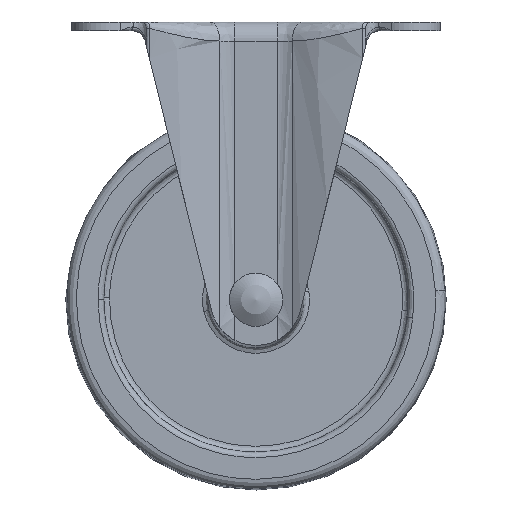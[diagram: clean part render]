
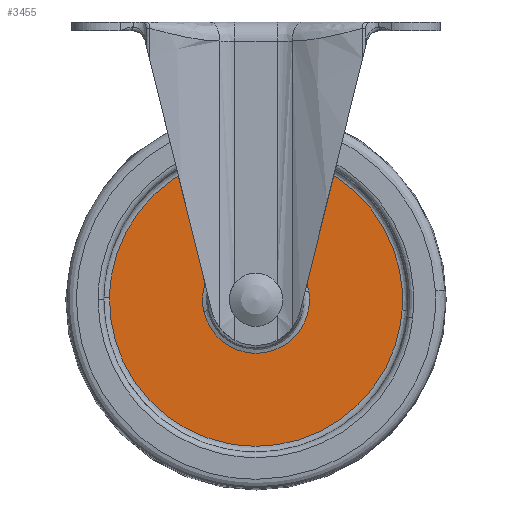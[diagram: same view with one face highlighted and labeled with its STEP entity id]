
A CAD part, front view. The second image highlights one B-rep face of the part: STEP entity #3455.
In plain terms, the highlighted free-form (B-spline) face has degree [1, 1] with [2, 2] control points.
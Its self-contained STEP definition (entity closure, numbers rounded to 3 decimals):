
#1764=CARTESIAN_POINT('',(-13.725,-5.0,-76.078));
#1765=VERTEX_POINT('',#1764);
#1779=CARTESIAN_POINT('',(0.0,-5.0,-87.066));
#1780=VERTEX_POINT('',#1779);
#1781=CARTESIAN_POINT('',(-13.725,-5.,-76.078));
#1782=CARTESIAN_POINT('',(-11.261,-5.0,-87.066));
#1783=CARTESIAN_POINT('',(0.0,-5.0,-87.066));
#1791=(BOUNDED_CURVE()B_SPLINE_CURVE(2,(#1781,#1782,#1783),.UNSPECIFIED.,.F.,.U.)B_SPLINE_CURVE_WITH_KNOTS((3,3),(0.787,1.0),.UNSPECIFIED.)CURVE()GEOMETRIC_REPRESENTATION_ITEM()RATIONAL_B_SPLINE_CURVE((0.925,0.751,1.0))REPRESENTATION_ITEM(''));
#1792=EDGE_CURVE('',#1765,#1780,#1791,.T.);
#1794=CARTESIAN_POINT('',(13.879,-5.0,-70.712));
#1795=VERTEX_POINT('',#1794);
#1796=CARTESIAN_POINT('',(0.0,-5.0,-87.066));
#1797=CARTESIAN_POINT('',(14.066,-5.,-87.066));
#1798=CARTESIAN_POINT('',(14.066,-5.0,-73.0));
#1799=CARTESIAN_POINT('',(14.066,-5.0,-71.849));
#1800=CARTESIAN_POINT('',(13.879,-5.0,-70.712));
#1808=(BOUNDED_CURVE()B_SPLINE_CURVE(2,(#1796,#1797,#1798,#1799,#1800),.UNSPECIFIED.,.F.,.U.)B_SPLINE_CURVE_WITH_KNOTS((3,2,3),(0.0,0.25,0.278),.UNSPECIFIED.)CURVE()GEOMETRIC_REPRESENTATION_ITEM()RATIONAL_B_SPLINE_CURVE((1.0,0.707,1.0,0.967,0.942))REPRESENTATION_ITEM(''));
#1809=EDGE_CURVE('',#1780,#1795,#1808,.T.);
#1861=CARTESIAN_POINT('',(0.0,-5.0,-58.934));
#1862=VERTEX_POINT('',#1861);
#1863=CARTESIAN_POINT('',(13.879,-5.0,-70.712));
#1864=CARTESIAN_POINT('',(11.937,-5.0,-58.934));
#1865=CARTESIAN_POINT('',(0.0,-5.0,-58.934));
#1873=(BOUNDED_CURVE()B_SPLINE_CURVE(2,(#1863,#1864,#1865),.UNSPECIFIED.,.F.,.U.)B_SPLINE_CURVE_WITH_KNOTS((3,3),(0.278,0.5),.UNSPECIFIED.)CURVE()GEOMETRIC_REPRESENTATION_ITEM()RATIONAL_B_SPLINE_CURVE((0.942,0.74,1.0))REPRESENTATION_ITEM(''));
#1874=EDGE_CURVE('',#1795,#1862,#1873,.T.);
#1876=CARTESIAN_POINT('',(0.0,-5.0,-58.934));
#1877=CARTESIAN_POINT('',(-14.066,-5.,-58.934));
#1878=CARTESIAN_POINT('',(-14.066,-5.0,-73.0));
#1879=CARTESIAN_POINT('',(-14.066,-5.,-74.558));
#1880=CARTESIAN_POINT('',(-13.725,-5.0,-76.078));
#1888=(BOUNDED_CURVE()B_SPLINE_CURVE(2,(#1876,#1877,#1878,#1879,#1880),.UNSPECIFIED.,.F.,.U.)B_SPLINE_CURVE_WITH_KNOTS((3,2,3),(0.5,0.75,0.787),.UNSPECIFIED.)CURVE()GEOMETRIC_REPRESENTATION_ITEM()RATIONAL_B_SPLINE_CURVE((1.0,0.707,1.0,0.956,0.925))REPRESENTATION_ITEM(''));
#1889=EDGE_CURVE('',#1862,#1765,#1888,.T.);
#1925=CARTESIAN_POINT('',(38.406,-5.0,-75.685));
#1926=VERTEX_POINT('',#1925);
#1927=CARTESIAN_POINT('',(0.0,-5.0,-34.5));
#1928=VERTEX_POINT('',#1927);
#1929=CARTESIAN_POINT('',(38.406,-5.0,-75.685));
#1930=CARTESIAN_POINT('',(38.5,-5.0,-74.344));
#1931=CARTESIAN_POINT('',(38.5,-5.0,-73.0));
#1932=CARTESIAN_POINT('',(38.5,-5.,-34.5));
#1933=CARTESIAN_POINT('',(0.0,-5.0,-34.5));
#1941=(BOUNDED_CURVE()B_SPLINE_CURVE(2,(#1929,#1930,#1931,#1932,#1933),.UNSPECIFIED.,.F.,.U.)B_SPLINE_CURVE_WITH_KNOTS((3,2,3),(0.238,0.25,0.5),.UNSPECIFIED.)CURVE()GEOMETRIC_REPRESENTATION_ITEM()RATIONAL_B_SPLINE_CURVE((0.973,0.986,1.0,0.707,1.0))REPRESENTATION_ITEM(''));
#1942=EDGE_CURVE('',#1926,#1928,#1941,.T.);
#1961=CARTESIAN_POINT('',(-38.497,-5.0,-72.516));
#1962=VERTEX_POINT('',#1961);
#1976=CARTESIAN_POINT('',(0.0,-5.0,-34.5));
#1977=CARTESIAN_POINT('',(-38.019,-5.,-34.5));
#1978=CARTESIAN_POINT('',(-38.497,-5.0,-72.516));
#1986=(BOUNDED_CURVE()B_SPLINE_CURVE(2,(#1976,#1977,#1978),.UNSPECIFIED.,.F.,.U.)B_SPLINE_CURVE_WITH_KNOTS((3,3),(0.5,0.748),.UNSPECIFIED.)CURVE()GEOMETRIC_REPRESENTATION_ITEM()RATIONAL_B_SPLINE_CURVE((1.0,0.71,0.995))REPRESENTATION_ITEM(''));
#1987=EDGE_CURVE('',#1928,#1962,#1986,.T.);
#2015=CARTESIAN_POINT('',(0.0,-5.0,-111.5));
#2016=VERTEX_POINT('',#2015);
#2017=CARTESIAN_POINT('',(0.0,-5.0,-111.5));
#2018=CARTESIAN_POINT('',(35.903,-5.,-111.5));
#2019=CARTESIAN_POINT('',(38.406,-5.0,-75.685));
#2027=(BOUNDED_CURVE()B_SPLINE_CURVE(2,(#2017,#2018,#2019),.UNSPECIFIED.,.F.,.U.)B_SPLINE_CURVE_WITH_KNOTS((3,3),(0.0,0.238),.UNSPECIFIED.)CURVE()GEOMETRIC_REPRESENTATION_ITEM()RATIONAL_B_SPLINE_CURVE((1.0,0.721,0.973))REPRESENTATION_ITEM(''));
#2028=EDGE_CURVE('',#2016,#1926,#2027,.T.);
#2030=CARTESIAN_POINT('',(-38.497,-5.0,-72.516));
#2031=CARTESIAN_POINT('',(-38.5,-5.0,-72.758));
#2032=CARTESIAN_POINT('',(-38.5,-5.0,-73.0));
#2033=CARTESIAN_POINT('',(-38.5,-5.,-111.5));
#2034=CARTESIAN_POINT('',(0.0,-5.0,-111.5));
#2042=(BOUNDED_CURVE()B_SPLINE_CURVE(2,(#2030,#2031,#2032,#2033,#2034),.UNSPECIFIED.,.F.,.U.)B_SPLINE_CURVE_WITH_KNOTS((3,2,3),(0.748,0.75,1.0),.UNSPECIFIED.)CURVE()GEOMETRIC_REPRESENTATION_ITEM()RATIONAL_B_SPLINE_CURVE((0.995,0.997,1.0,0.707,1.0))REPRESENTATION_ITEM(''));
#2043=EDGE_CURVE('',#1962,#2016,#2042,.T.);
#3438=CARTESIAN_POINT('',(-42.343,-5.0,-115.346));
#3439=CARTESIAN_POINT('',(-42.343,-5.0,-30.654));
#3440=CARTESIAN_POINT('',(42.341,-5.0,-115.346));
#3441=CARTESIAN_POINT('',(42.341,-5.0,-30.654));
#3442=B_SPLINE_SURFACE_WITH_KNOTS('',1,1,((#3438,#3440),(#3439,#3441)),.UNSPECIFIED.,.F.,.F.,.U.,(2,2),(2,2),(0.0,84.692),(0.0,84.684),.UNSPECIFIED.);
#3443=ORIENTED_EDGE('',*,*,#2028,.T.);
#3444=ORIENTED_EDGE('',*,*,#1942,.T.);
#3445=ORIENTED_EDGE('',*,*,#1987,.T.);
#3446=ORIENTED_EDGE('',*,*,#2043,.T.);
#3447=EDGE_LOOP('',(#3443,#3444,#3445,#3446));
#3448=FACE_OUTER_BOUND('',#3447,.T.);
#3449=ORIENTED_EDGE('',*,*,#1809,.F.);
#3450=ORIENTED_EDGE('',*,*,#1792,.F.);
#3451=ORIENTED_EDGE('',*,*,#1889,.F.);
#3452=ORIENTED_EDGE('',*,*,#1874,.F.);
#3453=EDGE_LOOP('',(#3449,#3450,#3451,#3452));
#3454=FACE_BOUND('',#3453,.T.);
#3455=ADVANCED_FACE('',(#3448,#3454),#3442,.F.);
